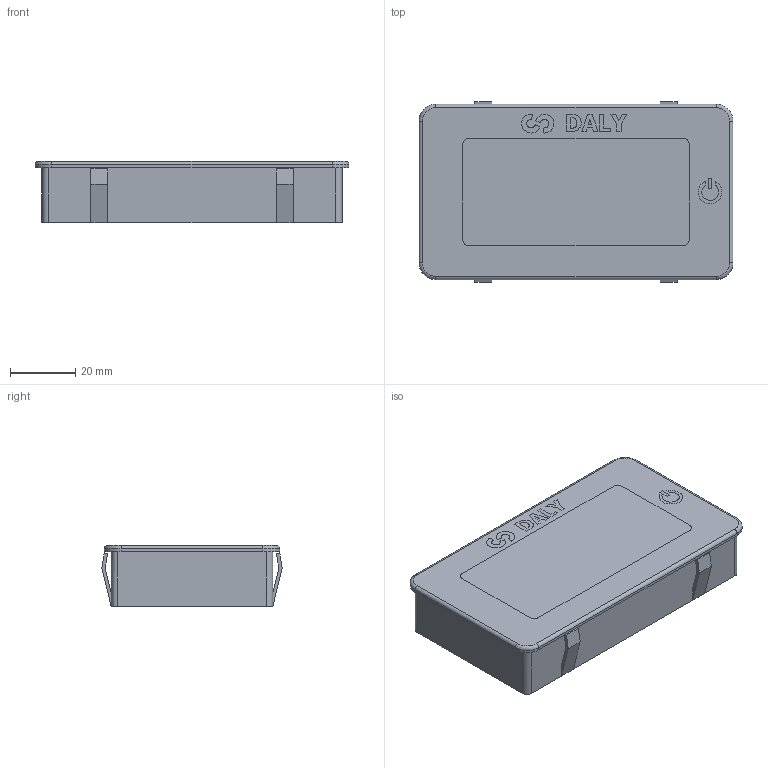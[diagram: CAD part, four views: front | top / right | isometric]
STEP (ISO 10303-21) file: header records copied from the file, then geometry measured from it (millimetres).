
FILE_DESCRIPTION(('FreeCAD Model'),'2;1');
FILE_NAME('Open CASCADE Shape Model','2025-04-30T07:38:56',('FreeCAD'),( 'FreeCAD'),'Open CASCADE STEP processor 7.6','FreeCAD','Unknown');
FILE_SCHEMA(('AUTOMOTIVE_DESIGN { 1 0 10303 214 1 1 1 1 }'));
Length unit declared in the file: millimetre
Products named in the file (1): Open CASCADE STEP translator 7.6 1
Bounding box: 96.11 x 55.23 x 18.69 mm (x, y, z)
Volume: 82994.5 mm3; surface area: 16370.3 mm2
Topology: 1 solids, 1 shells, 70 faces, 216 edges, 160 vertices
Faces by surface type: bspline 70
Entity records: 2276 total; most frequent: CARTESIAN_POINT 985, ORIENTED_EDGE 432, EDGE_CURVE 216, B_SPLINE_CURVE_WITH_KNOTS 178, VERTEX_POINT 160, FACE_BOUND 82, EDGE_LOOP 82, ADVANCED_FACE 70
